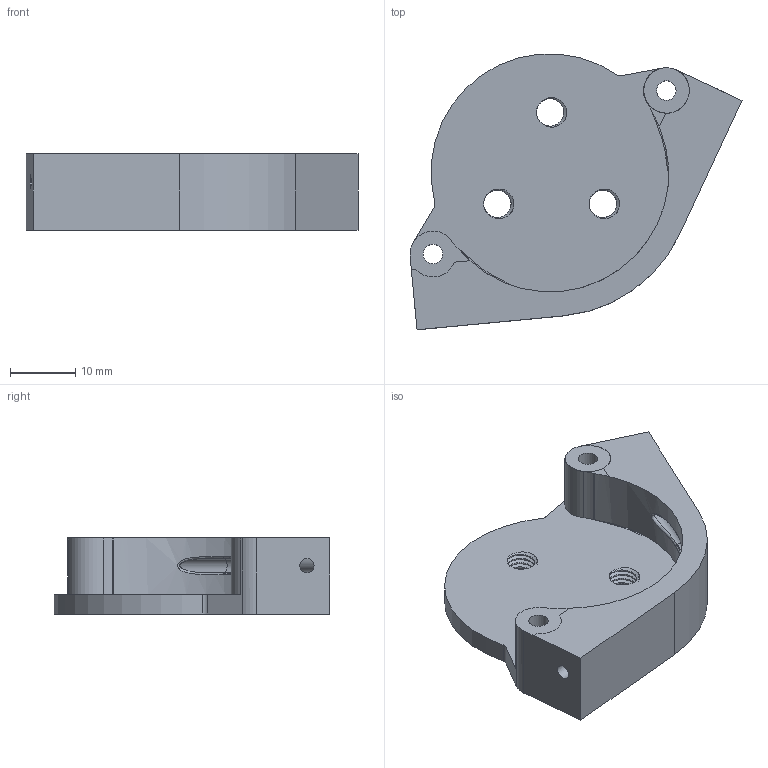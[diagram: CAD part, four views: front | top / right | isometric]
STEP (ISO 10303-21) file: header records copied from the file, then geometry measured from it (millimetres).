
FILE_DESCRIPTION(/* description */ ('','CAx-IF Rec.Pracs.---Representation and Presentation of Product Manufacturing Information (PMI)---4.0---2014-10-13'),/* implementation_level */ '2;1');
FILE_NAME(/* name */ 'Test Housing v1.step',/* time_stamp */ '2024-12-27T18:21:50-05:00',/* author */ (''),/* organization */ (''),/* preprocessor_version */ 'ST-DEVELOPER v20',/* originating_system */ 'Autodesk Translation Framework v13.20.0.188',/* authorisation */ '');
FILE_SCHEMA (('AP242_MANAGED_MODEL_BASED_3D_ENGINEERING_MIM_LF { 1 0 10303 442 1 1 4 }'));
Length unit declared in the file: millimetre
Products named in the file (1): Test Housing
Bounding box: 51.07 x 42.4 x 11.7 mm (x, y, z)
Volume: 8242.1 mm3; surface area: 5591.3 mm2
Topology: 1 solids, 1 shells, 81 faces, 252 edges, 172 vertices
Faces by surface type: cylinder 45, plane 23, bspline 12, torus 1
Full cylindrical faces by diameter (mm): 2.2 x2, 3 x2, 4.234 x6, 5.12 x3, 7 x1
Entity records: 5887 total; most frequent: CARTESIAN_POINT 3712, ORIENTED_EDGE 504, DIRECTION 371, EDGE_CURVE 252, VERTEX_POINT 172, AXIS2_PLACEMENT_3D 141, EDGE_LOOP 94, B_SPLINE_CURVE_WITH_KNOTS 92
